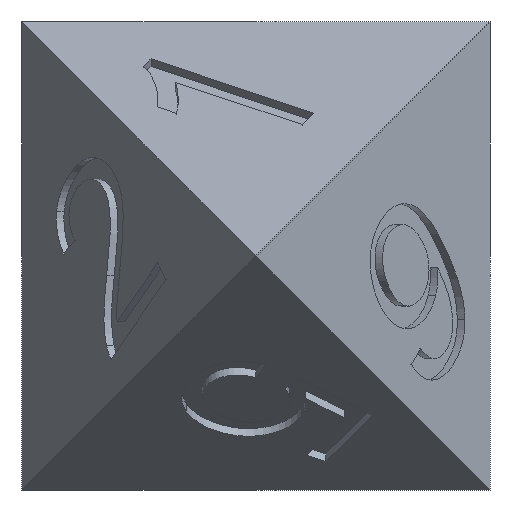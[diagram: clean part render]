
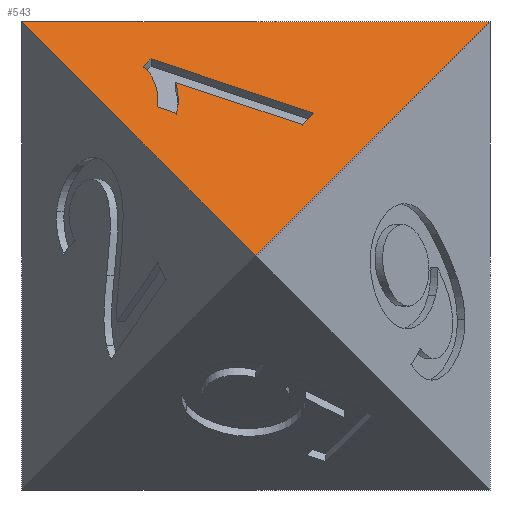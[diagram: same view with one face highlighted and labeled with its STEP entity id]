
A CAD part, front view. The second image highlights one B-rep face of the part: STEP entity #543.
In plain terms, the highlighted planar face has unit normal (0, -0.577, 0.817).
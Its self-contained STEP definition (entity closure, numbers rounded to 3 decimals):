
#32=CARTESIAN_POINT('',(12.5,-12.5,25.));
#33=VERTEX_POINT('',#32);
#34=CARTESIAN_POINT('',(0.,-30.178,12.5));
#35=VERTEX_POINT('',#34);
#36=CARTESIAN_POINT('',(12.5,-12.5,25.));
#37=DIRECTION('',(-0.5,-0.707,-0.5));
#38=VECTOR('',#37,25.);
#39=LINE('',#36,#38);
#40=EDGE_CURVE('',#33,#35,#39,.T.);
#314=CARTESIAN_POINT('',(-12.5,-12.5,25.));
#315=VERTEX_POINT('',#314);
#323=CARTESIAN_POINT('',(-12.5,-12.5,25.));
#324=DIRECTION('',(0.5,-0.707,-0.5));
#325=VECTOR('',#324,25.);
#326=LINE('',#323,#325);
#327=EDGE_CURVE('',#315,#35,#326,.T.);
#462=CARTESIAN_POINT('',(12.5,-21.339,18.75));
#463=DIRECTION('',(0.,-0.577,0.816));
#464=DIRECTION('',(0.,0.816,0.577));
#465=AXIS2_PLACEMENT_3D('',#462,#463,#464);
#466=PLANE('',#465);
#467=ORIENTED_EDGE('',*,*,#40,.F.);
#468=CARTESIAN_POINT('',(12.5,-12.5,25.));
#469=DIRECTION('',(-1.,0.,0.));
#470=VECTOR('',#469,25.);
#471=LINE('',#468,#470);
#472=EDGE_CURVE('',#33,#315,#471,.T.);
#473=ORIENTED_EDGE('',*,*,#472,.T.);
#474=ORIENTED_EDGE('',*,*,#327,.T.);
#475=EDGE_LOOP('',(#467,#473,#474));
#476=FACE_BOUND('',#475,.T.);
#477=CARTESIAN_POINT('',(2.47,-20.254,19.517));
#478=VERTEX_POINT('',#477);
#479=CARTESIAN_POINT('',(-4.301,-17.062,21.774));
#480=VERTEX_POINT('',#479);
#481=CARTESIAN_POINT('',(2.47,-20.254,19.517));
#482=DIRECTION('',(-0.866,0.408,0.289));
#483=VECTOR('',#482,7.819);
#484=LINE('',#481,#483);
#485=EDGE_CURVE('',#478,#480,#484,.T.);
#486=ORIENTED_EDGE('',*,*,#485,.T.);
#487=CARTESIAN_POINT('',(-4.247,-19.401,20.12));
#488=VERTEX_POINT('',#487);
#489=CARTESIAN_POINT('',(-4.301,-17.062,21.774));
#490=CARTESIAN_POINT('',(-4.205,-17.386,21.545));
#491=CARTESIAN_POINT('',(-4.155,-17.775,21.27));
#492=CARTESIAN_POINT('',(-4.15,-18.229,20.949));
#493=CARTESIAN_POINT('',(-4.146,-18.683,20.628));
#494=CARTESIAN_POINT('',(-4.178,-19.074,20.352));
#495=CARTESIAN_POINT('',(-4.247,-19.401,20.12));
#496=B_SPLINE_CURVE_WITH_KNOTS('',3,(#489,#490,#491,#492,#493,#494,#495),.UNSPECIFIED.,.F.,.F.,(4,3,4),(0.,0.5,1.),.UNSPECIFIED.);
#497=EDGE_CURVE('',#480,#488,#496,.T.);
#498=ORIENTED_EDGE('',*,*,#497,.T.);
#499=CARTESIAN_POINT('',(-5.274,-18.917,20.462));
#500=VERTEX_POINT('',#499);
#501=CARTESIAN_POINT('',(-4.247,-19.401,20.12));
#502=DIRECTION('',(-0.866,0.408,0.289));
#503=VECTOR('',#502,1.186);
#504=LINE('',#501,#503);
#505=EDGE_CURVE('',#488,#500,#504,.T.);
#506=ORIENTED_EDGE('',*,*,#505,.T.);
#507=CARTESIAN_POINT('',(-6.002,-15.849,22.632));
#508=VERTEX_POINT('',#507);
#509=CARTESIAN_POINT('',(-5.274,-18.917,20.462));
#510=CARTESIAN_POINT('',(-5.211,-18.3,20.899));
#511=CARTESIAN_POINT('',(-5.249,-17.716,21.311));
#512=CARTESIAN_POINT('',(-5.39,-17.166,21.701));
#513=CARTESIAN_POINT('',(-5.531,-16.615,22.09));
#514=CARTESIAN_POINT('',(-5.735,-16.177,22.4));
#515=CARTESIAN_POINT('',(-6.002,-15.849,22.632));
#516=B_SPLINE_CURVE_WITH_KNOTS('',3,(#509,#510,#511,#512,#513,#514,#515),.UNSPECIFIED.,.F.,.F.,(4,3,4),(0.,0.5,1.),.UNSPECIFIED.);
#517=EDGE_CURVE('',#500,#508,#516,.T.);
#518=ORIENTED_EDGE('',*,*,#517,.T.);
#519=CARTESIAN_POINT('',(-5.606,-15.29,23.027));
#520=VERTEX_POINT('',#519);
#521=CARTESIAN_POINT('',(-6.002,-15.849,22.632));
#522=DIRECTION('',(0.5,0.707,0.5));
#523=VECTOR('',#522,0.791);
#524=LINE('',#521,#523);
#525=EDGE_CURVE('',#508,#520,#524,.T.);
#526=ORIENTED_EDGE('',*,*,#525,.T.);
#527=CARTESIAN_POINT('',(3.084,-19.387,20.13));
#528=VERTEX_POINT('',#527);
#529=CARTESIAN_POINT('',(-5.606,-15.29,23.027));
#530=DIRECTION('',(0.866,-0.408,-0.289));
#531=VECTOR('',#530,10.034);
#532=LINE('',#529,#531);
#533=EDGE_CURVE('',#520,#528,#532,.T.);
#534=ORIENTED_EDGE('',*,*,#533,.T.);
#535=CARTESIAN_POINT('',(3.084,-19.387,20.13));
#536=DIRECTION('',(-0.5,-0.707,-0.5));
#537=VECTOR('',#536,1.227);
#538=LINE('',#535,#537);
#539=EDGE_CURVE('',#528,#478,#538,.T.);
#540=ORIENTED_EDGE('',*,*,#539,.T.);
#541=EDGE_LOOP('',(#486,#498,#506,#518,#526,#534,#540));
#542=FACE_BOUND('',#541,.T.);
#543=ADVANCED_FACE('',(#476,#542),#466,.T.);
